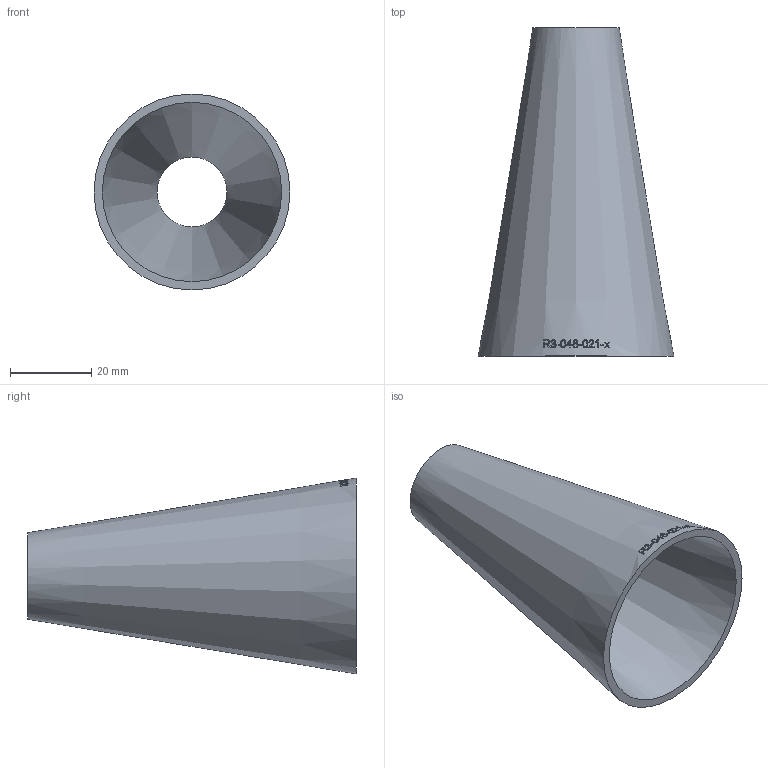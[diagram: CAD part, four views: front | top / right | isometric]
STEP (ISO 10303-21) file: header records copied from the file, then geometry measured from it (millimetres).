
FILE_DESCRIPTION (( 'STEP AP214' ), '1' );
FILE_NAME ('R3-048-021-x Reduzierung L=3(D-d) 2007.STEP', '2020-07-27T14:42:22', ( '' ), ( '' ), 'SwSTEP 2.0', 'SolidWorks 2019', '' );
FILE_SCHEMA (( 'AUTOMOTIVE_DESIGN' ));
Length unit declared in the file: millimetre
Products named in the file (1): R3-048-021-x Reduzierung L=3(D-d) 2007
Bounding box: 48.3 x 81 x 48.3 mm (x, y, z)
Volume: 16916.7 mm3; surface area: 17330.8 mm2
Topology: 1 solids, 1 shells, 155 faces, 405 edges, 270 vertices
Faces by surface type: bspline 133, cone 20, plane 2
Entity records: 15020 total; most frequent: CARTESIAN_POINT 10760, ORIENTED_EDGE 806, EDGE_CURVE 403, B_SPLINE_CURVE_WITH_KNOTS 399, VERTEX_POINT 270, EDGE_LOOP 177, FACE_OUTER_BOUND 155, ADVANCED_FACE 155
